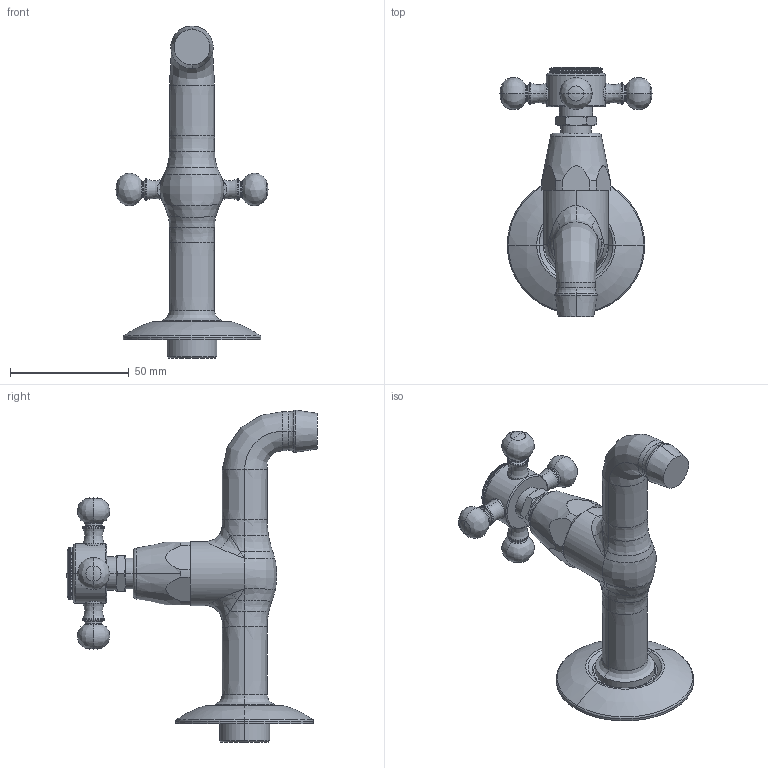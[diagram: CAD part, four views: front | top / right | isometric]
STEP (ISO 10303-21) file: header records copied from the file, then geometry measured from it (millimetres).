
FILE_DESCRIPTION((''),'2;1');
FILE_NAME('VLV209CR','2021-11-11T08:45:49',('ut3'),('PAFFONI SpA'),'CREO PARAMETRIC BY PTC INC, 2020044','CREO PARAMETRIC BY PTC INC, 2020044','');
FILE_SCHEMA(('CONFIG_CONTROL_DESIGN','SHAPE_APPEARANCE_LAYERS_GROUPS'));
Length unit declared in the file: millimetre
Products named in the file (1): VLV209CR
Bounding box: 64.07 x 105.4 x 139.92 mm (x, y, z)
Volume: 95744.1 mm3; surface area: 23222.1 mm2
Topology: 1 solids, 1 shells, 522 faces, 1376 edges, 860 vertices
Faces by surface type: plane 238, cylinder 146, bspline 62, torus 46, cone 20, sphere 10
Entity records: 24254 total; most frequent: CARTESIAN_POINT 7680, ORIENTED_EDGE 2732, DIRECTION 2436, EDGE_CURVE 1366, AXIS2_PLACEMENT_3D 922, VERTEX_POINT 860, FILL_AREA_STYLE_COLOUR 621, FILL_AREA_STYLE 621
